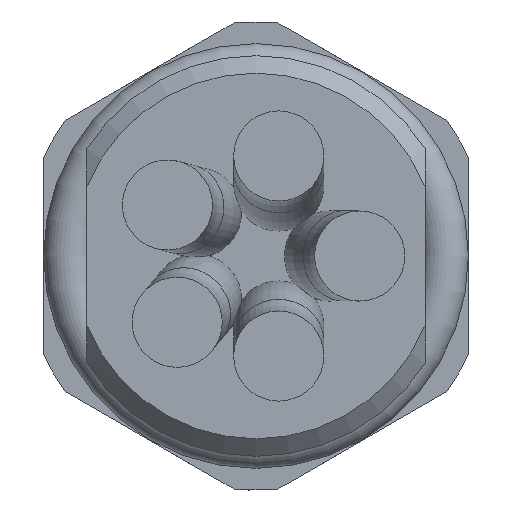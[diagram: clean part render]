
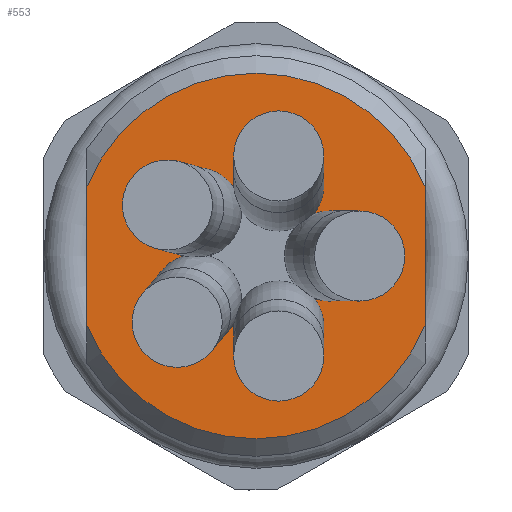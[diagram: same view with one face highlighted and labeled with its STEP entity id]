
A CAD part, front view. The second image highlights one B-rep face of the part: STEP entity #553.
In plain terms, the highlighted planar face has unit normal (0, -1, 0).
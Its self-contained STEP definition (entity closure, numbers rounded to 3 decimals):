
#553=ADVANCED_FACE('',(#1315,#1316),#790,.F.);
#790=PLANE('',#3870);
#884=LINE('',#5286,#1087);
#885=LINE('',#5291,#1088);
#1087=VECTOR('',#4269,1.);
#1088=VECTOR('',#4272,1.);
#1315=FACE_BOUND('',#1421,.T.);
#1316=FACE_BOUND('',#1422,.T.);
#1421=EDGE_LOOP('',(#1707,#1708,#1709,#1710,#1711));
#1422=EDGE_LOOP('',(#1712,#1713,#1714,#1715));
#1707=ORIENTED_EDGE('',*,*,#3144,.T.);
#1708=ORIENTED_EDGE('',*,*,#3145,.T.);
#1709=ORIENTED_EDGE('',*,*,#3146,.T.);
#1710=ORIENTED_EDGE('',*,*,#3147,.T.);
#1711=ORIENTED_EDGE('',*,*,#3148,.T.);
#1712=ORIENTED_EDGE('',*,*,#3149,.F.);
#1713=ORIENTED_EDGE('',*,*,#3150,.T.);
#1714=ORIENTED_EDGE('',*,*,#3151,.T.);
#1715=ORIENTED_EDGE('',*,*,#3152,.T.);
#2785=VERTEX_POINT('',#5277);
#2786=VERTEX_POINT('',#5278);
#2787=VERTEX_POINT('',#5280);
#2788=VERTEX_POINT('',#5282);
#2789=VERTEX_POINT('',#5284);
#2790=VERTEX_POINT('',#5287);
#2791=VERTEX_POINT('',#5288);
#2792=VERTEX_POINT('',#5290);
#2793=VERTEX_POINT('',#5292);
#3144=EDGE_CURVE('',#2785,#2786,#3683,.T.);
#3145=EDGE_CURVE('',#2786,#2787,#3684,.T.);
#3146=EDGE_CURVE('',#2787,#2788,#3685,.T.);
#3147=EDGE_CURVE('',#2788,#2789,#3686,.T.);
#3148=EDGE_CURVE('',#2789,#2785,#3687,.T.);
#3149=EDGE_CURVE('',#2790,#2791,#884,.T.);
#3150=EDGE_CURVE('',#2790,#2792,#3688,.T.);
#3151=EDGE_CURVE('',#2792,#2793,#885,.T.);
#3152=EDGE_CURVE('',#2793,#2791,#3689,.T.);
#3683=CIRCLE('',#3863,1.8);
#3684=CIRCLE('',#3864,1.8);
#3685=CIRCLE('',#3865,1.8);
#3686=CIRCLE('',#3866,1.8);
#3687=CIRCLE('',#3867,1.8);
#3688=CIRCLE('',#3868,7.3);
#3689=CIRCLE('',#3869,7.3);
#3863=AXIS2_PLACEMENT_3D('',#5276,#4259,#4260);
#3864=AXIS2_PLACEMENT_3D('',#5279,#4261,#4262);
#3865=AXIS2_PLACEMENT_3D('',#5281,#4263,#4264);
#3866=AXIS2_PLACEMENT_3D('',#5283,#4265,#4266);
#3867=AXIS2_PLACEMENT_3D('',#5285,#4267,#4268);
#3868=AXIS2_PLACEMENT_3D('',#5289,#4270,#4271);
#3869=AXIS2_PLACEMENT_3D('',#5293,#4273,#4274);
#3870=AXIS2_PLACEMENT_3D('',#5294,#4275,#4276);
#4259=DIRECTION('',(0.,1.,0.));
#4260=DIRECTION('',(0.,0.,1.));
#4261=DIRECTION('',(0.,1.,0.));
#4262=DIRECTION('',(0.,0.,1.));
#4263=DIRECTION('',(0.,1.,0.));
#4264=DIRECTION('',(0.,0.,1.));
#4265=DIRECTION('',(0.,1.,0.));
#4266=DIRECTION('',(0.,0.,1.));
#4267=DIRECTION('',(0.,1.,0.));
#4268=DIRECTION('',(0.,0.,1.));
#4269=DIRECTION('',(0.,0.,1.));
#4270=DIRECTION('',(0.,-1.,0.));
#4271=DIRECTION('',(0.,0.,-1.));
#4272=DIRECTION('',(0.,0.,1.));
#4273=DIRECTION('',(0.,-1.,0.));
#4274=DIRECTION('',(0.,0.,-1.));
#4275=DIRECTION('',(0.,1.,0.));
#4276=DIRECTION('',(0.,0.,1.));
#5276=CARTESIAN_POINT('',(97.621,86.05,-1.728));
#5277=CARTESIAN_POINT('',(99.109,86.05,-2.741));
#5278=CARTESIAN_POINT('',(97.118,86.05,0.));
#5279=CARTESIAN_POINT('',(97.621,86.05,1.728));
#5280=CARTESIAN_POINT('',(99.109,86.05,2.741));
#5281=CARTESIAN_POINT('',(100.909,86.05,2.796));
#5282=CARTESIAN_POINT('',(102.332,86.05,1.694));
#5283=CARTESIAN_POINT('',(102.94,86.05,0.));
#5284=CARTESIAN_POINT('',(102.332,86.05,-1.694));
#5285=CARTESIAN_POINT('',(100.909,86.05,-2.796));
#5286=CARTESIAN_POINT('',(93.25,86.05,0.));
#5287=CARTESIAN_POINT('',(93.25,86.05,-2.78));
#5288=CARTESIAN_POINT('',(93.25,86.05,2.78));
#5289=CARTESIAN_POINT('',(100.,86.05,0.));
#5290=CARTESIAN_POINT('',(106.75,86.05,-2.78));
#5291=CARTESIAN_POINT('',(106.75,86.05,0.));
#5292=CARTESIAN_POINT('',(106.75,86.05,2.78));
#5293=CARTESIAN_POINT('',(100.,86.05,0.));
#5294=CARTESIAN_POINT('',(107.3,86.05,0.));
